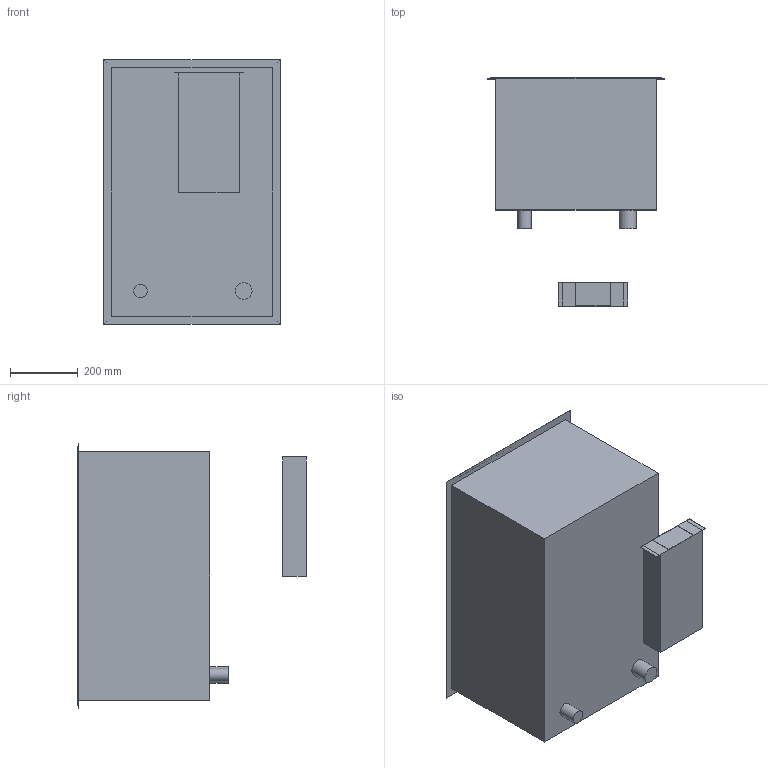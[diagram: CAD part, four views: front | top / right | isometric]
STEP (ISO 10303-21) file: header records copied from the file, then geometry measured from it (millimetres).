
FILE_DESCRIPTION(/* description */ ('Umluftkühlwanne: Kälte extern'),/* implementation_level */ '2;1');
FILE_NAME(/* name */ '3D-AKE-00003095.stp',/* time_stamp */ '2024-05-17T13:06:12+02:00',/* author */ ('julian.lux'),/* organization */ (''),/* preprocessor_version */ 'ST-DEVELOPER v18.1',/* originating_system */ 'Autodesk Inventor 2020',/* authorisation */ '');
FILE_SCHEMA (('AUTOMOTIVE_DESIGN { 1 0 10303 214 3 1 1 }'));
Length unit declared in the file: millimetre
Products named in the file (1): 3D-AKE-00003095
Bounding box: 521 x 675 x 781 mm (x, y, z)
Volume: 52315004.1 mm3; surface area: 3856131.3 mm2
Topology: 6 solids, 6 shells, 62 faces, 138 edges, 92 vertices
Faces by surface type: plane 60, cylinder 2
Full cylindrical faces by diameter (mm): 40 x1, 50 x1
Entity records: 1730 total; most frequent: CARTESIAN_POINT 293, ORIENTED_EDGE 276, DIRECTION 272, EDGE_CURVE 138, LINE 130, VECTOR 130, VERTEX_POINT 92, AXIS2_PLACEMENT_3D 71
